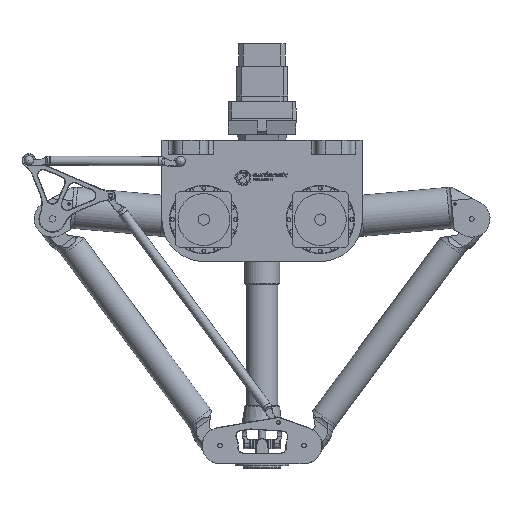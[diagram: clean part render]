
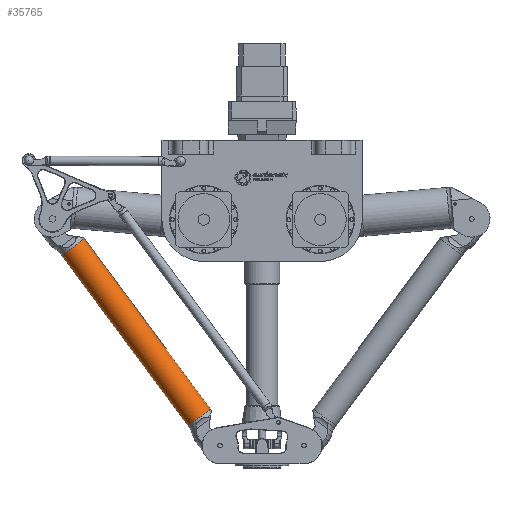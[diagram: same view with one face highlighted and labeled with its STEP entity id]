
A CAD part, front view. The second image highlights one B-rep face of the part: STEP entity #35765.
In plain terms, the highlighted cylindrical face has radius 30 mm (diameter 60 mm), a full revolution.
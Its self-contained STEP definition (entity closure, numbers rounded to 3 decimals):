
#1485=FACE_BOUND('',#6446,.T.);
#2211=CYLINDRICAL_SURFACE('',#39258,30.);
#3695=FACE_OUTER_BOUND('',#6445,.T.);
#6445=EDGE_LOOP('',(#28164));
#6446=EDGE_LOOP('',(#28165));
#14033=CIRCLE('',#39245,30.);
#14040=CIRCLE('',#39257,30.);
#16720=VERTEX_POINT('',#65014);
#16727=VERTEX_POINT('',#65033);
#20761=EDGE_CURVE('',#16720,#16720,#14033,.T.);
#20768=EDGE_CURVE('',#16727,#16727,#14040,.T.);
#28164=ORIENTED_EDGE('',*,*,#20768,.T.);
#28165=ORIENTED_EDGE('',*,*,#20761,.T.);
#35765=ADVANCED_FACE('',(#3695,#1485),#2211,.T.);
#39245=AXIS2_PLACEMENT_3D('',#65015,#47025,#47026);
#39257=AXIS2_PLACEMENT_3D('',#65034,#47049,#47050);
#39258=AXIS2_PLACEMENT_3D('',#65035,#47051,#47052);
#47025=DIRECTION('center_axis',(-1.,0.,0.));
#47026=DIRECTION('ref_axis',(0.,0.,1.));
#47049=DIRECTION('center_axis',(1.,0.,0.));
#47050=DIRECTION('ref_axis',(0.,0.,1.));
#47051=DIRECTION('center_axis',(-1.,0.,0.));
#47052=DIRECTION('ref_axis',(0.,0.,1.));
#65014=CARTESIAN_POINT('',(59.9,0.,30.));
#65015=CARTESIAN_POINT('Origin',(59.9,0.,0.));
#65033=CARTESIAN_POINT('',(-394.9,0.,30.));
#65034=CARTESIAN_POINT('Origin',(-394.9,0.,0.));
#65035=CARTESIAN_POINT('Origin',(65.,0.,0.));
